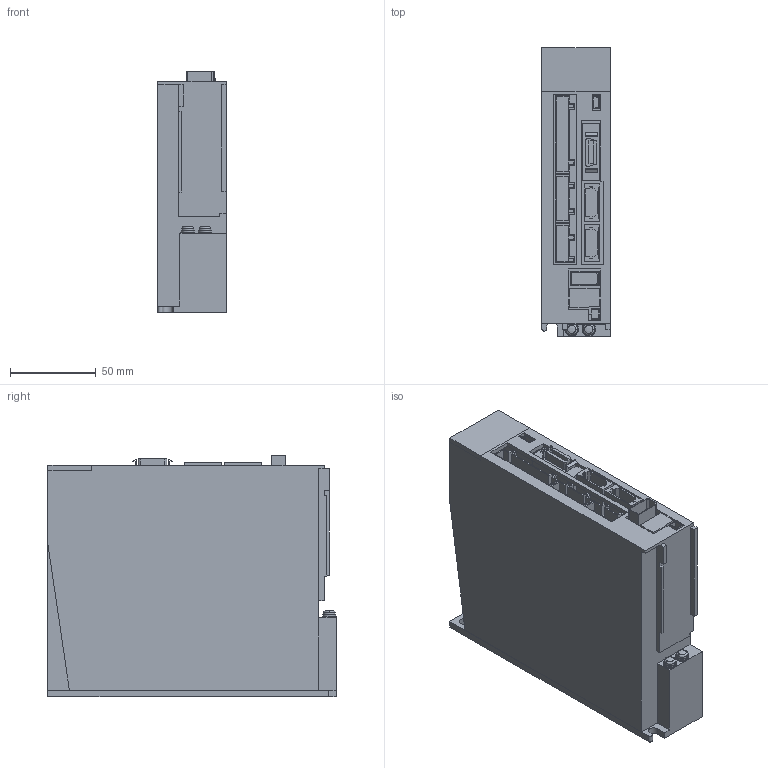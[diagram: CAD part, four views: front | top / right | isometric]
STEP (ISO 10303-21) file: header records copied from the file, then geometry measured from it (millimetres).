
FILE_DESCRIPTION (( 'STEP AP203' ), '1' );
FILE_NAME ('mr-j3-10b_a.step', '2009-12-07T07:49:22', ( ' ' ), ( '' ), 'SwSTEP 2.0', 'SolidWorks 2006303', '' );
FILE_SCHEMA (( 'CONFIG_CONTROL_DESIGN' ));
Length unit declared in the file: millimetre
Products named in the file (13): J3-10-20-CHASSIS__; SW-PW-P-NA-M4X12__; J3B-CN1__; J3-LENZ__; mr-j3-10b_a; J3-CNP3__; J3-CNP1__; J3B-CN3__; J3B-CN4__; J3-10-20B-CASE__; J3B-CN2__; J3B-CN5__; J3-CNP2__
Assembly tree (14 placements, depth 2):
  mr-j3-10b_a
    J3-10-20-CHASSIS__
    J3B-CN2__
    J3B-CN5__
    J3-10-20B-CASE__
    SW-PW-P-NA-M4X12__  x2
    J3B-CN1__  x2
    J3B-CN4__
    J3-LENZ__
    J3-CNP2__
    J3-CNP3__
    J3B-CN3__
    J3-CNP1__
Bounding box: 40 x 168 x 141 mm (x, y, z)
Volume: 187771.2 mm3; surface area: 146799.4 mm2
Topology: 14 solids, 14 shells, 366 faces, 959 edges, 639 vertices
Faces by surface type: plane 311, cylinder 45, bspline 6, cone 4
Entity records: 11487 total; most frequent: CARTESIAN_POINT 1826, ORIENTED_EDGE 1726, DIRECTION 1631, EDGE_CURVE 863, VECTOR 775, LINE 775, VERTEX_POINT 575, AXIS2_PLACEMENT_3D 428
